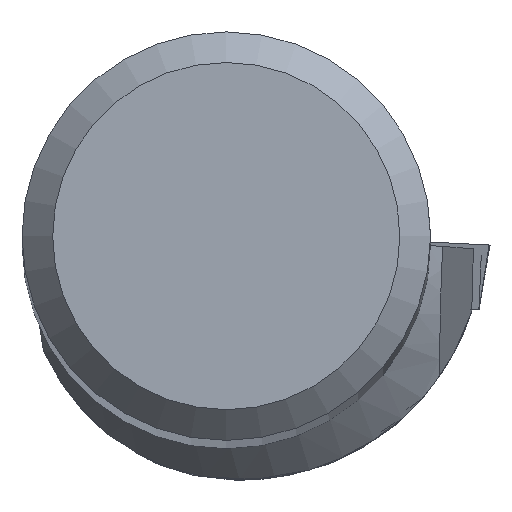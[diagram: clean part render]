
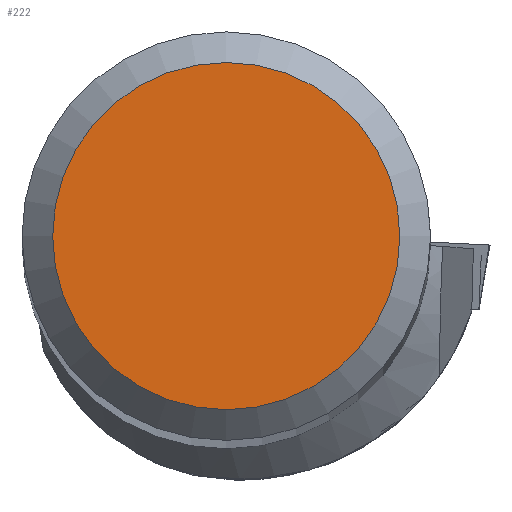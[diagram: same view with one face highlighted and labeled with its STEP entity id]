
A CAD part, top view. The second image highlights one B-rep face of the part: STEP entity #222.
In plain terms, the highlighted planar face has unit normal (0, 0, 1).
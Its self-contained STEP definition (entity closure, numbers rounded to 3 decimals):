
#174=FACE_OUTER_BOUND('',#440,.T.);
#222=ADVANCED_FACE('',(#174),#260,.T.);
#260=PLANE('',#1079);
#440=EDGE_LOOP('',(#604));
#604=ORIENTED_EDGE('',*,*,#886,.F.);
#782=VERTEX_POINT('',#1733);
#886=EDGE_CURVE('',#782,#782,#938,.T.);
#938=CIRCLE('',#1078,8.491);
#1078=AXIS2_PLACEMENT_3D('',#1732,#1294,#1295);
#1079=AXIS2_PLACEMENT_3D('',#1734,#1296,#1297);
#1294=DIRECTION('',(0.,0.,-1.));
#1295=DIRECTION('',(-1.,0.,0.));
#1296=DIRECTION('',(0.,0.,1.));
#1297=DIRECTION('',(-1.,0.,0.));
#1732=CARTESIAN_POINT('',(0.,0.,0.));
#1733=CARTESIAN_POINT('',(-8.491,0.,0.));
#1734=CARTESIAN_POINT('',(0.,0.,0.));
